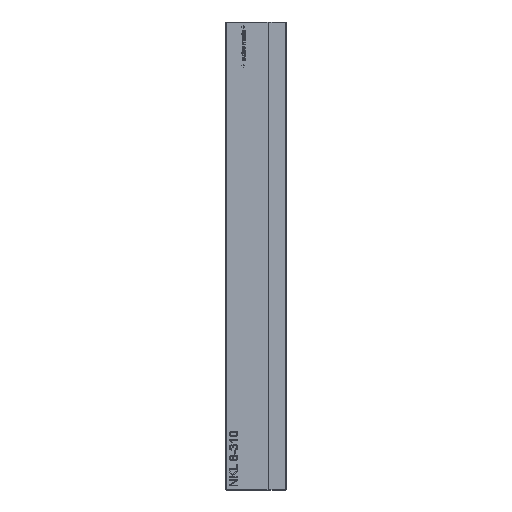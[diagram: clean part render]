
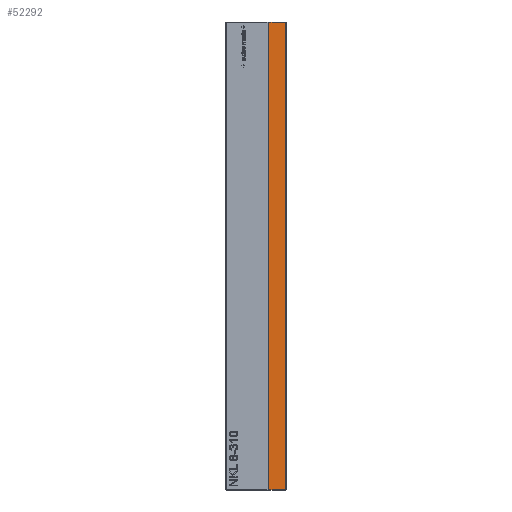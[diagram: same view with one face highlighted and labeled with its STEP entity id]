
A CAD part, left-side view. The second image highlights one B-rep face of the part: STEP entity #52292.
In plain terms, the highlighted planar face has unit normal (-1, 0, 0).
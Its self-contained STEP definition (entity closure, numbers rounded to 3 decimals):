
#51532 = EDGE_CURVE('',#51533,#51535,#51537,.T.);
#51533 = VERTEX_POINT('',#51534);
#51534 = CARTESIAN_POINT('',(-50.,11.5,0.3));
#51535 = VERTEX_POINT('',#51536);
#51536 = CARTESIAN_POINT('',(-50.,11.5,309.7));
#51537 = SURFACE_CURVE('',#51538,(#51542,#51554),.PCURVE_S1.);
#51538 = LINE('',#51539,#51540);
#51539 = CARTESIAN_POINT('',(-50.,11.5,0.));
#51540 = VECTOR('',#51541,1.);
#51541 = DIRECTION('',(0.,0.,1.));
#51542 = PCURVE('',#51543,#51548);
#51543 = PLANE('',#51544);
#51544 = AXIS2_PLACEMENT_3D('',#51545,#51546,#51547);
#51545 = CARTESIAN_POINT('',(-22.74,11.5,0.));
#51546 = DIRECTION('',(0.,-1.,0.));
#51547 = DIRECTION('',(-1.,0.,0.));
#51548 = DEFINITIONAL_REPRESENTATION('',(#51549),#51553);
#51549 = LINE('',#51550,#51551);
#51550 = CARTESIAN_POINT('',(27.26,0.));
#51551 = VECTOR('',#51552,1.);
#51552 = DIRECTION('',(0.,-1.));
#51553 = ( GEOMETRIC_REPRESENTATION_CONTEXT(2) 
PARAMETRIC_REPRESENTATION_CONTEXT() REPRESENTATION_CONTEXT('2D SPACE',''
  ) );
#51554 = PCURVE('',#51555,#51560);
#51555 = PLANE('',#51556);
#51556 = AXIS2_PLACEMENT_3D('',#51557,#51558,#51559);
#51557 = CARTESIAN_POINT('',(-50.,0.,0.));
#51558 = DIRECTION('',(-1.,0.,0.));
#51559 = DIRECTION('',(0.,1.,0.));
#51560 = DEFINITIONAL_REPRESENTATION('',(#51561),#51565);
#51561 = LINE('',#51562,#51563);
#51562 = CARTESIAN_POINT('',(11.5,0.));
#51563 = VECTOR('',#51564,1.);
#51564 = DIRECTION('',(0.,-1.));
#51565 = ( GEOMETRIC_REPRESENTATION_CONTEXT(2) 
PARAMETRIC_REPRESENTATION_CONTEXT() REPRESENTATION_CONTEXT('2D SPACE',''
  ) );
#51583 = PLANE('',#51584);
#51584 = AXIS2_PLACEMENT_3D('',#51585,#51586,#51587);
#51585 = CARTESIAN_POINT('',(-49.85,0.,0.15));
#51586 = DIRECTION('',(0.707,0.,
    0.707));
#51587 = DIRECTION('',(0.,-1.,0.));
#52281 = PLANE('',#52282);
#52282 = AXIS2_PLACEMENT_3D('',#52283,#52284,#52285);
#52283 = CARTESIAN_POINT('',(-49.85,0.,309.85));
#52284 = DIRECTION('',(-0.707,0.,
    0.707));
#52285 = DIRECTION('',(0.,-1.,0.));
#52292 = ADVANCED_FACE('',(#52293),#51555,.T.);
#52293 = FACE_BOUND('',#52294,.T.);
#52294 = EDGE_LOOP('',(#52295,#52296,#52319,#52347));
#52295 = ORIENTED_EDGE('',*,*,#51532,.F.);
#52296 = ORIENTED_EDGE('',*,*,#52297,.F.);
#52297 = EDGE_CURVE('',#52298,#51533,#52300,.T.);
#52298 = VERTEX_POINT('',#52299);
#52299 = CARTESIAN_POINT('',(-50.,0.3,0.3));
#52300 = SURFACE_CURVE('',#52301,(#52305,#52312),.PCURVE_S1.);
#52301 = LINE('',#52302,#52303);
#52302 = CARTESIAN_POINT('',(-50.,0.,0.3));
#52303 = VECTOR('',#52304,1.);
#52304 = DIRECTION('',(0.,1.,0.));
#52305 = PCURVE('',#51555,#52306);
#52306 = DEFINITIONAL_REPRESENTATION('',(#52307),#52311);
#52307 = LINE('',#52308,#52309);
#52308 = CARTESIAN_POINT('',(0.,-0.3));
#52309 = VECTOR('',#52310,1.);
#52310 = DIRECTION('',(1.,0.));
#52311 = ( GEOMETRIC_REPRESENTATION_CONTEXT(2) 
PARAMETRIC_REPRESENTATION_CONTEXT() REPRESENTATION_CONTEXT('2D SPACE',''
  ) );
#52312 = PCURVE('',#51583,#52313);
#52313 = DEFINITIONAL_REPRESENTATION('',(#52314),#52318);
#52314 = LINE('',#52315,#52316);
#52315 = CARTESIAN_POINT('',(0.,-0.212));
#52316 = VECTOR('',#52317,1.);
#52317 = DIRECTION('',(-1.,0.));
#52318 = ( GEOMETRIC_REPRESENTATION_CONTEXT(2) 
PARAMETRIC_REPRESENTATION_CONTEXT() REPRESENTATION_CONTEXT('2D SPACE',''
  ) );
#52319 = ORIENTED_EDGE('',*,*,#52320,.T.);
#52320 = EDGE_CURVE('',#52298,#52321,#52323,.T.);
#52321 = VERTEX_POINT('',#52322);
#52322 = CARTESIAN_POINT('',(-50.,0.3,309.7));
#52323 = SURFACE_CURVE('',#52324,(#52328,#52335),.PCURVE_S1.);
#52324 = LINE('',#52325,#52326);
#52325 = CARTESIAN_POINT('',(-50.,0.3,0.));
#52326 = VECTOR('',#52327,1.);
#52327 = DIRECTION('',(0.,0.,1.));
#52328 = PCURVE('',#51555,#52329);
#52329 = DEFINITIONAL_REPRESENTATION('',(#52330),#52334);
#52330 = LINE('',#52331,#52332);
#52331 = CARTESIAN_POINT('',(0.3,0.));
#52332 = VECTOR('',#52333,1.);
#52333 = DIRECTION('',(0.,-1.));
#52334 = ( GEOMETRIC_REPRESENTATION_CONTEXT(2) 
PARAMETRIC_REPRESENTATION_CONTEXT() REPRESENTATION_CONTEXT('2D SPACE',''
  ) );
#52335 = PCURVE('',#52336,#52341);
#52336 = PLANE('',#52337);
#52337 = AXIS2_PLACEMENT_3D('',#52338,#52339,#52340);
#52338 = CARTESIAN_POINT('',(-49.85,0.15,0.));
#52339 = DIRECTION('',(0.707,0.707,
    0.));
#52340 = DIRECTION('',(0.,0.,1.));
#52341 = DEFINITIONAL_REPRESENTATION('',(#52342),#52346);
#52342 = LINE('',#52343,#52344);
#52343 = CARTESIAN_POINT('',(0.,-0.212));
#52344 = VECTOR('',#52345,1.);
#52345 = DIRECTION('',(1.,0.));
#52346 = ( GEOMETRIC_REPRESENTATION_CONTEXT(2) 
PARAMETRIC_REPRESENTATION_CONTEXT() REPRESENTATION_CONTEXT('2D SPACE',''
  ) );
#52347 = ORIENTED_EDGE('',*,*,#52348,.T.);
#52348 = EDGE_CURVE('',#52321,#51535,#52349,.T.);
#52349 = SURFACE_CURVE('',#52350,(#52354,#52361),.PCURVE_S1.);
#52350 = LINE('',#52351,#52352);
#52351 = CARTESIAN_POINT('',(-50.,0.,309.7));
#52352 = VECTOR('',#52353,1.);
#52353 = DIRECTION('',(0.,1.,0.));
#52354 = PCURVE('',#51555,#52355);
#52355 = DEFINITIONAL_REPRESENTATION('',(#52356),#52360);
#52356 = LINE('',#52357,#52358);
#52357 = CARTESIAN_POINT('',(0.,-309.7));
#52358 = VECTOR('',#52359,1.);
#52359 = DIRECTION('',(1.,0.));
#52360 = ( GEOMETRIC_REPRESENTATION_CONTEXT(2) 
PARAMETRIC_REPRESENTATION_CONTEXT() REPRESENTATION_CONTEXT('2D SPACE',''
  ) );
#52361 = PCURVE('',#52281,#52362);
#52362 = DEFINITIONAL_REPRESENTATION('',(#52363),#52367);
#52363 = LINE('',#52364,#52365);
#52364 = CARTESIAN_POINT('',(0.,-0.212));
#52365 = VECTOR('',#52366,1.);
#52366 = DIRECTION('',(-1.,0.));
#52367 = ( GEOMETRIC_REPRESENTATION_CONTEXT(2) 
PARAMETRIC_REPRESENTATION_CONTEXT() REPRESENTATION_CONTEXT('2D SPACE',''
  ) );
